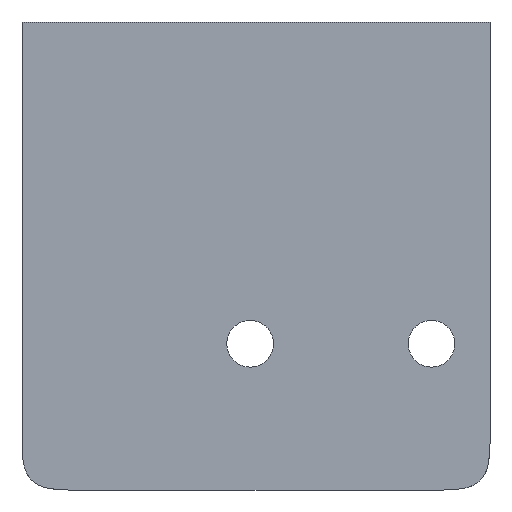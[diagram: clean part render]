
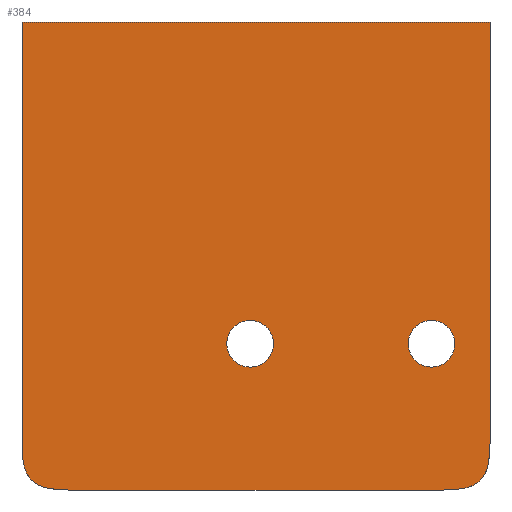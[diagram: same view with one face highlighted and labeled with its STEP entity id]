
A CAD part, front view. The second image highlights one B-rep face of the part: STEP entity #384.
In plain terms, the highlighted planar face has unit normal (0, -1, 0).
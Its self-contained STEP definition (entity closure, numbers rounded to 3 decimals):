
#27=FACE_BOUND('',#163,.T.);
#28=FACE_BOUND('',#164,.T.);
#39=CIRCLE('',#423,2.);
#40=CIRCLE('',#425,2.);
#42=LINE('',#598,#74);
#52=LINE('',#692,#84);
#70=LINE('',#749,#102);
#72=LINE('',#752,#104);
#74=VECTOR('',#434,10.);
#84=VECTOR('',#452,10.);
#102=VECTOR('',#516,10.);
#104=VECTOR('',#520,10.);
#116=PLANE('',#428);
#136=FACE_OUTER_BOUND('',#162,.T.);
#162=EDGE_LOOP('',(#355,#356,#357,#358,#359,#360));
#163=EDGE_LOOP('',(#361));
#164=EDGE_LOOP('',(#362));
#165=B_SPLINE_CURVE_WITH_KNOTS('',3,(#554,#555,#556,#557,#558,#559,#560,
#561,#562,#563,#564,#565,#566),.UNSPECIFIED.,.F.,.F.,(4,3,3,3,4),(0.,0.119,
0.356,0.594,0.831),.UNSPECIFIED.);
#171=B_SPLINE_CURVE_WITH_KNOTS('',3,(#667,#668,#669,#670,#671,#672,#673,
#674,#675,#676,#677,#678,#679,#680,#681,#682),.UNSPECIFIED.,.F.,.F.,(4,
3,3,3,3,4),(0.,0.119,0.356,0.594,0.712,
0.831),.UNSPECIFIED.);
#173=VERTEX_POINT('',#552);
#174=VERTEX_POINT('',#553);
#178=VERTEX_POINT('',#593);
#188=VERTEX_POINT('',#666);
#190=VERTEX_POINT('',#690);
#204=VERTEX_POINT('',#740);
#205=VERTEX_POINT('',#744);
#206=VERTEX_POINT('',#748);
#207=EDGE_CURVE('',#173,#174,#165,.T.);
#213=EDGE_CURVE('',#173,#178,#42,.T.);
#224=EDGE_CURVE('',#188,#178,#171,.T.);
#228=EDGE_CURVE('',#188,#190,#52,.T.);
#252=EDGE_CURVE('',#204,#204,#39,.T.);
#254=EDGE_CURVE('',#205,#205,#40,.T.);
#256=EDGE_CURVE('',#206,#174,#70,.T.);
#258=EDGE_CURVE('',#190,#206,#72,.T.);
#355=ORIENTED_EDGE('',*,*,#207,.F.);
#356=ORIENTED_EDGE('',*,*,#213,.T.);
#357=ORIENTED_EDGE('',*,*,#224,.F.);
#358=ORIENTED_EDGE('',*,*,#228,.T.);
#359=ORIENTED_EDGE('',*,*,#258,.T.);
#360=ORIENTED_EDGE('',*,*,#256,.T.);
#361=ORIENTED_EDGE('',*,*,#254,.T.);
#362=ORIENTED_EDGE('',*,*,#252,.T.);
#384=ADVANCED_FACE('',(#136,#27,#28),#116,.F.);
#423=AXIS2_PLACEMENT_3D('',#741,#506,#507);
#425=AXIS2_PLACEMENT_3D('',#745,#511,#512);
#428=AXIS2_PLACEMENT_3D('',#753,#521,#522);
#434=DIRECTION('',(1.,0.,0.));
#452=DIRECTION('',(0.,0.,1.));
#506=DIRECTION('center_axis',(0.,1.,0.));
#507=DIRECTION('ref_axis',(1.,0.,0.));
#511=DIRECTION('center_axis',(0.,1.,0.));
#512=DIRECTION('ref_axis',(1.,0.,0.));
#516=DIRECTION('',(0.,0.,-1.));
#520=DIRECTION('',(-1.,0.,0.));
#521=DIRECTION('center_axis',(0.,1.,0.));
#522=DIRECTION('ref_axis',(1.,0.,0.));
#552=CARTESIAN_POINT('',(4.,-4.,0.));
#553=CARTESIAN_POINT('',(0.,-4.,4.));
#554=CARTESIAN_POINT('Ctrl Pts',(4.,-4.,0.));
#555=CARTESIAN_POINT('Ctrl Pts',(3.461,-4.,0.));
#556=CARTESIAN_POINT('Ctrl Pts',(3.035,-4.,0.028));
#557=CARTESIAN_POINT('Ctrl Pts',(2.67,-4.,0.075));
#558=CARTESIAN_POINT('Ctrl Pts',(1.94,-4.,0.17));
#559=CARTESIAN_POINT('Ctrl Pts',(1.457,-4.,0.343));
#560=CARTESIAN_POINT('Ctrl Pts',(1.086,-4.,0.609));
#561=CARTESIAN_POINT('Ctrl Pts',(0.716,-4.,0.875));
#562=CARTESIAN_POINT('Ctrl Pts',(0.458,-4.,1.233));
#563=CARTESIAN_POINT('Ctrl Pts',(0.279,-4.,1.745));
#564=CARTESIAN_POINT('Ctrl Pts',(0.1,-4.,2.257));
#565=CARTESIAN_POINT('Ctrl Pts',(0.,-4.,2.923));
#566=CARTESIAN_POINT('Ctrl Pts',(0.,-4.,4.));
#593=CARTESIAN_POINT('',(36.,-4.,0.));
#598=CARTESIAN_POINT('',(0.,-4.,0.));
#666=CARTESIAN_POINT('',(40.,-4.,4.));
#667=CARTESIAN_POINT('Ctrl Pts',(40.,-4.,4.));
#668=CARTESIAN_POINT('Ctrl Pts',(40.,-4.,3.461));
#669=CARTESIAN_POINT('Ctrl Pts',(39.973,-4.,3.035));
#670=CARTESIAN_POINT('Ctrl Pts',(39.926,-4.,2.67));
#671=CARTESIAN_POINT('Ctrl Pts',(39.831,-4.,1.94));
#672=CARTESIAN_POINT('Ctrl Pts',(39.654,-4.,1.458));
#673=CARTESIAN_POINT('Ctrl Pts',(39.389,-4.,1.087));
#674=CARTESIAN_POINT('Ctrl Pts',(39.124,-4.,0.716));
#675=CARTESIAN_POINT('Ctrl Pts',(38.771,-4.,0.457));
#676=CARTESIAN_POINT('Ctrl Pts',(38.254,-4.,0.279));
#677=CARTESIAN_POINT('Ctrl Pts',(37.996,-4.,0.19));
#678=CARTESIAN_POINT('Ctrl Pts',(37.697,-4.,0.122));
#679=CARTESIAN_POINT('Ctrl Pts',(37.332,-4.,0.074));
#680=CARTESIAN_POINT('Ctrl Pts',(36.968,-4.,0.027));
#681=CARTESIAN_POINT('Ctrl Pts',(36.539,-4.,0.));
#682=CARTESIAN_POINT('Ctrl Pts',(36.,-4.,0.));
#690=CARTESIAN_POINT('',(40.,-4.,40.));
#692=CARTESIAN_POINT('',(40.,-4.,0.));
#740=CARTESIAN_POINT('',(17.5,-4.,12.5));
#741=CARTESIAN_POINT('Origin',(19.5,-4.,12.5));
#744=CARTESIAN_POINT('',(33.,-4.,12.5));
#745=CARTESIAN_POINT('Origin',(35.,-4.,12.5));
#748=CARTESIAN_POINT('',(0.,-4.,40.));
#749=CARTESIAN_POINT('',(0.,-4.,40.));
#752=CARTESIAN_POINT('',(40.,-4.,40.));
#753=CARTESIAN_POINT('Origin',(20.,-4.,20.));
